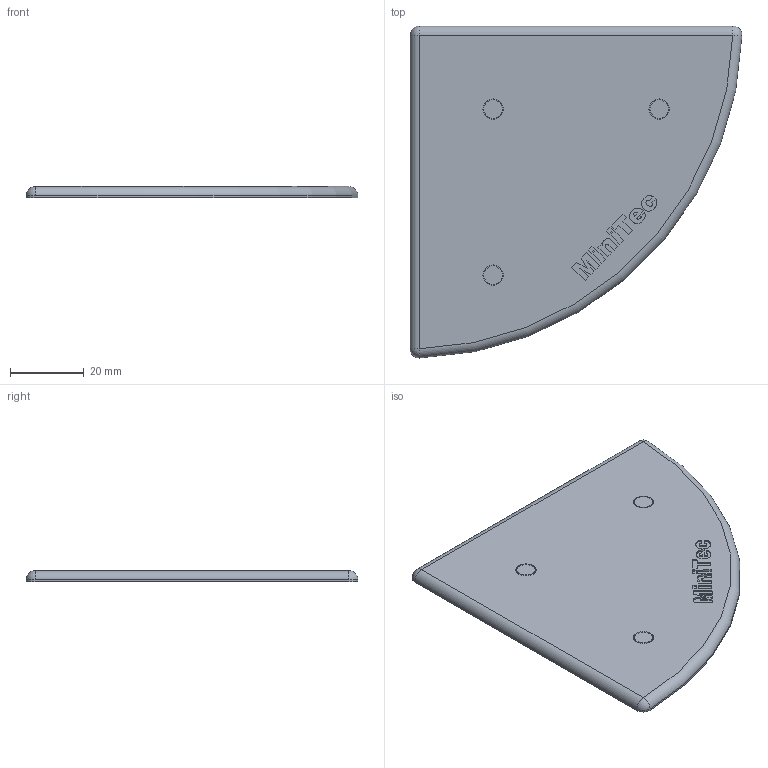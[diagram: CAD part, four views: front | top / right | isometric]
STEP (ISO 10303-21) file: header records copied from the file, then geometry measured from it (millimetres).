
FILE_DESCRIPTION(/* description */ (''),/* implementation_level */ '2;1');
FILE_NAME(/* name */ '22-0988-1FZ-00_Abdeckkappe 90 R 90 Z grau.step',/* time_stamp */ '2024-08-22T07:30:49+02:00',/* author */ ('MuellerJ'),/* organization */ ('MiniTec GmbH & Co.KG'),/* preprocessor_version */ 'ST-DEVELOPER v19.2',/* originating_system */ 'Autodesk Inventor 2023',/* authorisation */ '');
FILE_SCHEMA (('CONFIG_CONTROL_DESIGN'));
Length unit declared in the file: millimetre
Products named in the file (1): MTW_1-00215907
Bounding box: 89.96 x 89.96 x 3 mm (x, y, z)
Volume: 14434.9 mm3; surface area: 13664.5 mm2
Topology: 1 solids, 1 shells, 128 faces, 309 edges, 203 vertices
Faces by surface type: plane 78, bspline 27, cylinder 19, sphere 3, torus 1
Full cylindrical faces by diameter (mm): 5 x3, 5.5 x6
Entity records: 3985 total; most frequent: CARTESIAN_POINT 1081, ORIENTED_EDGE 618, DIRECTION 500, EDGE_CURVE 309, LINE 214, VECTOR 214, VERTEX_POINT 203, EDGE_LOOP 148
